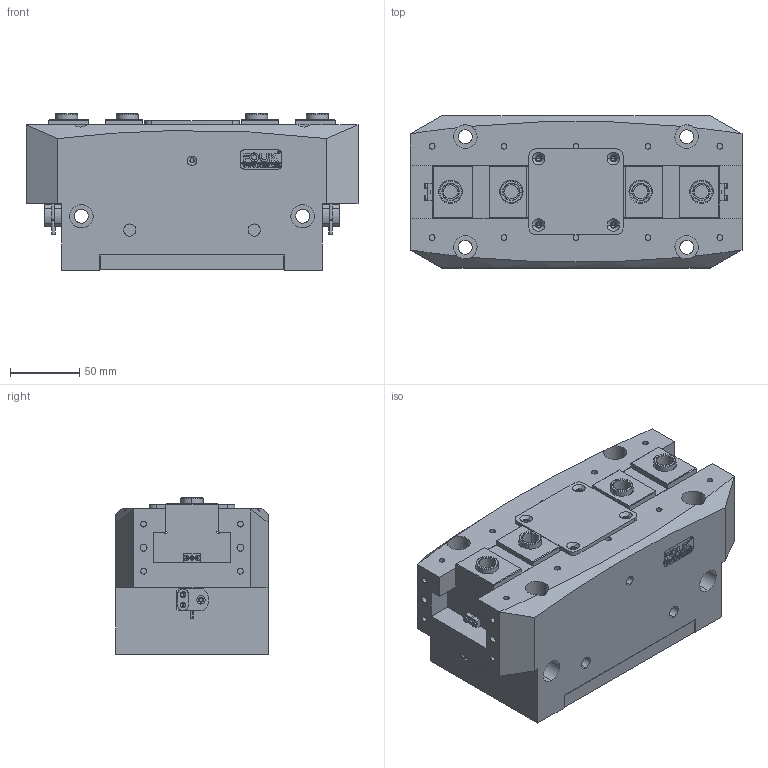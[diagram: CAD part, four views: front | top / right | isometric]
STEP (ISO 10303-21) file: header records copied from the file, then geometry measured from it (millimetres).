
FILE_DESCRIPTION (( 'STEP AP203' ), '1' );
FILE_NAME ('TR115-240-S.STEP', '2024-11-19T06:26:56', ( 'USER-' ), ( 'Microsoft' ), 'SwSTEP 2.0', 'SolidWorks 2018', '' );
FILE_SCHEMA (( 'CONFIG_CONTROL_DESIGN' ));
Length unit declared in the file: millimetre
Products named in the file (16): TR115 -240杅耀.sldasm-Part-2; TR115 -240杅耀.sldasm-Part-14; TR115 -240 菁裔啣.sldasm-Part-3; TR115-240-NC杅耀.sldasm-Part-17; 揤輸杅耀.sldasm-Part-9; TR115-240-S; 埴翐芛_GB_FASTENER_SCREWS_HSHCS M2X8-N; TR115 -240杅耀.sldasm-Part-5; TR115 -240杅耀.sldasm-Part-12; 揤輸蚾饜极; TR115 -240杅耀.sldasm-Part-1; TR115 -240杅耀.sldasm-Part-11; TR115 -240杅耀.sldasm-Part-3; TR115 -240-S 賑輸; TR115 -240杅耀.sldasm-Part-7; 30x14-R3
Assembly tree (20 placements, depth 3):
  TR115-240-S
    TR115 -240杅耀.sldasm-Part-1
    TR115 -240杅耀.sldasm-Part-2
    TR115 -240杅耀.sldasm-Part-3
    TR115 -240杅耀.sldasm-Part-5
    TR115 -240杅耀.sldasm-Part-7
    TR115 -240杅耀.sldasm-Part-11
    TR115 -240杅耀.sldasm-Part-12
    TR115 -240杅耀.sldasm-Part-14
    TR115 -240-S 賑輸  x2
    TR115 -240 菁裔啣.sldasm-Part-3
    TR115-240-NC杅耀.sldasm-Part-17  x2
    揤輸蚾饜极  x2
      揤輸杅耀.sldasm-Part-9
      埴翐芛_GB_FASTENER_SCREWS_HSHCS M2X8-N
    揤輸杅耀.sldasm-Part-9
    30x14-R3
Bounding box: 240 x 110 x 113 mm (x, y, z)
Volume: 2302215.6 mm3; surface area: 277948.6 mm2
Topology: 21 solids, 53 shells, 1266 faces, 3194 edges, 2039 vertices
Faces by surface type: plane 580, cylinder 364, cone 158, bspline 156, torus 8
Entity records: 39614 total; most frequent: CARTESIAN_POINT 12475, ORIENTED_EDGE 5348, DIRECTION 4928, EDGE_CURVE 2674, VERTEX_POINT 1764, AXIS2_PLACEMENT_3D 1671, LINE 1586, VECTOR 1586
